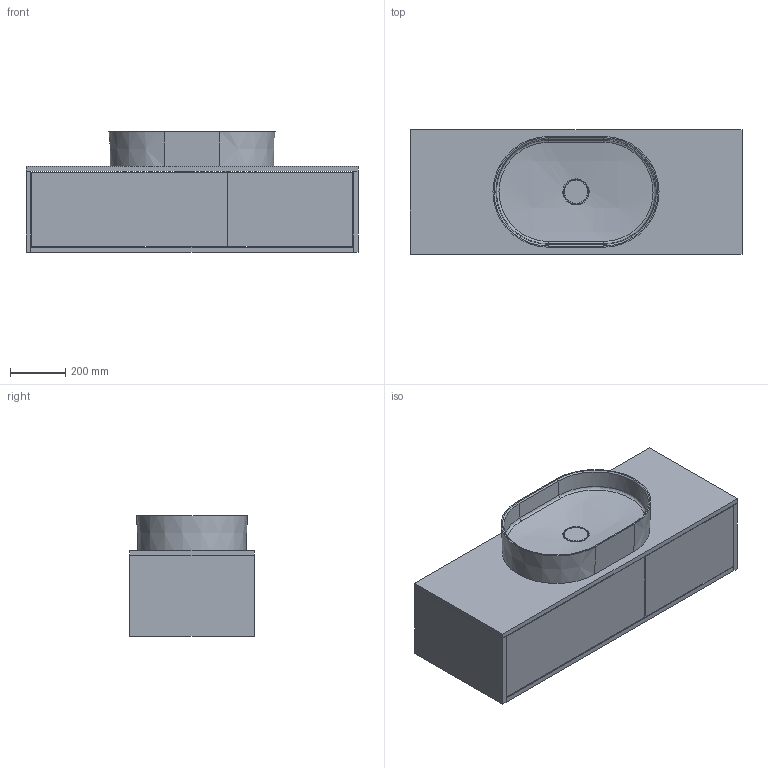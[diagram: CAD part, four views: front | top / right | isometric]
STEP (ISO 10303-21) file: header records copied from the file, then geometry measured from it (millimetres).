
FILE_DESCRIPTION(/* description */ (''),/* implementation_level */ '2;1');
FILE_NAME(/* name */ 'CLOUD_1200+kira.stp',/* time_stamp */ '2025-10-24T12:25:51+03:00',/* author */ ('ya'),/* organization */ (''),/* preprocessor_version */ 'ST-DEVELOPER v18.1',/* originating_system */ 'Autodesk Inventor 2022',/* authorisation */ '');
FILE_SCHEMA (('AUTOMOTIVE_DESIGN { 1 0 10303 214 3 1 1 }'));
Length unit declared in the file: millimetre
Products named in the file (3): CLOUD_1200+kira; CLOUD_1200; Kira
Assembly tree (2 placements, depth 2):
  CLOUD_1200+kira
    CLOUD_1200
    Kira
Bounding box: 1200 x 450 x 435 mm (x, y, z)
Volume: 49193179.4 mm3; surface area: 6490940 mm2
Topology: 22 solids, 22 shells, 225 faces, 482 edges, 306 vertices
Faces by surface type: plane 154, bspline 32, cylinder 13, torus 12, cone 8, sphere 6
Full cylindrical faces by diameter (mm): 6 x4, 45 x1, 88 x1, 120 x1
Entity records: 17358 total; most frequent: CARTESIAN_POINT 12486, ORIENTED_EDGE 960, DIRECTION 943, EDGE_CURVE 480, LINE 315, VECTOR 315, AXIS2_PLACEMENT_3D 314, VERTEX_POINT 306
